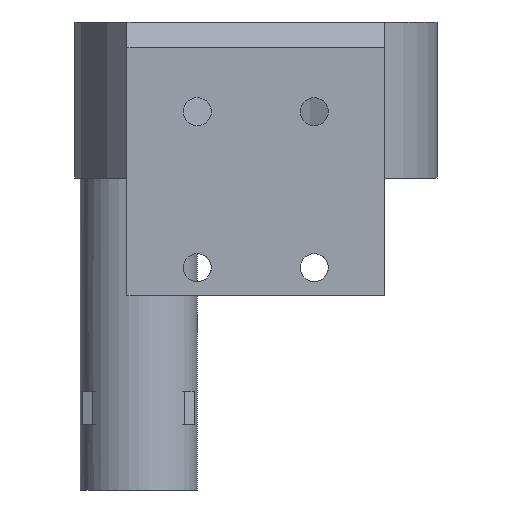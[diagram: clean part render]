
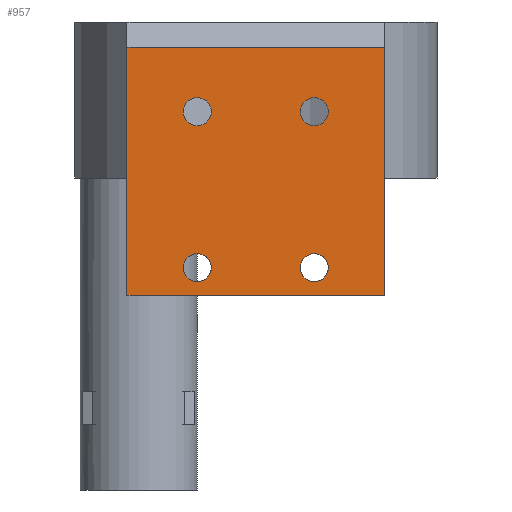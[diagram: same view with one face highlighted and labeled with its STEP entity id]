
A CAD part, front view. The second image highlights one B-rep face of the part: STEP entity #957.
In plain terms, the highlighted planar face has unit normal (0, -1, 0).
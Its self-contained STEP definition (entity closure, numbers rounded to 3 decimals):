
#64 = DIRECTION ( 'NONE',  ( 0., 1., 0. ) ) ;
#66 = CARTESIAN_POINT ( 'NONE',  ( -16.5, 0., 13.5 ) ) ;
#68 = CARTESIAN_POINT ( 'NONE',  ( 0., 0., 18.248 ) ) ;
#70 = DIRECTION ( 'NONE',  ( 0., 1., 0. ) ) ;
#94 = CARTESIAN_POINT ( 'NONE',  ( 16.5, 0., 13.5 ) ) ;
#135 = CARTESIAN_POINT ( 'NONE',  ( 7.5, 0., -10. ) ) ;
#141 = CARTESIAN_POINT ( 'NONE',  ( -7.5, 0., 10. ) ) ;
#180 = DIRECTION ( 'NONE',  ( 0., 1., 0. ) ) ;
#186 = DIRECTION ( 'NONE',  ( 0., 1., 0. ) ) ;
#187 = DIRECTION ( 'NONE',  ( 0., 0., 1. ) ) ;
#226 = DIRECTION ( 'NONE',  ( 0., 0., 1. ) ) ;
#239 = CARTESIAN_POINT ( 'NONE',  ( -7.5, 0., -10. ) ) ;
#242 = DIRECTION ( 'NONE',  ( 0., 0., 1. ) ) ;
#250 = DIRECTION ( 'NONE',  ( -1., 0., 0. ) ) ;
#256 = CARTESIAN_POINT ( 'NONE',  ( 16.5, 0., -13.5 ) ) ;
#263 = CARTESIAN_POINT ( 'NONE',  ( 7.5, 0., 10. ) ) ;
#282 = DIRECTION ( 'NONE',  ( -1., 0., 0. ) ) ;
#295 = DIRECTION ( 'NONE',  ( 0., 0., 1. ) ) ;
#302 = DIRECTION ( 'NONE',  ( 0., 0., 1. ) ) ;
#339 = DIRECTION ( 'NONE',  ( 0., 0., -1. ) ) ;
#521 = EDGE_LOOP ( 'NONE', ( #1094, #1097 ) ) ;
#542 = EDGE_LOOP ( 'NONE', ( #1096, #1095 ) ) ;
#551 = EDGE_LOOP ( 'NONE', ( #1101, #1091 ) ) ;
#568 = EDGE_LOOP ( 'NONE', ( #1098, #1099 ) ) ;
#597 = ORIENTED_EDGE ( 'NONE', *, *, #2512, .F. ) ;
#660 = EDGE_LOOP ( 'NONE', ( #1090, #1106, #597, #1026 ) ) ;
#808 = VERTEX_POINT ( 'NONE', #1439 ) ;
#813 = VERTEX_POINT ( 'NONE', #1415 ) ;
#848 = VERTEX_POINT ( 'NONE', #1443 ) ;
#870 = VERTEX_POINT ( 'NONE', #1407 ) ;
#957 = ADVANCED_FACE ( 'NONE', ( #1691, #1694, #1688, #1686, #1692 ), #1361, .F. ) ;
#1026 = ORIENTED_EDGE ( 'NONE', *, *, #2502, .T. ) ;
#1059 = VERTEX_POINT ( 'NONE', #1430 ) ;
#1064 = VERTEX_POINT ( 'NONE', #1240 ) ;
#1067 = VERTEX_POINT ( 'NONE', #1229 ) ;
#1070 = VERTEX_POINT ( 'NONE', #1248 ) ;
#1073 = VERTEX_POINT ( 'NONE', #1323 ) ;
#1087 = VERTEX_POINT ( 'NONE', #1326 ) ;
#1090 = ORIENTED_EDGE ( 'NONE', *, *, #2443, .F. ) ;
#1091 = ORIENTED_EDGE ( 'NONE', *, *, #2562, .T. ) ;
#1094 = ORIENTED_EDGE ( 'NONE', *, *, #2503, .T. ) ;
#1095 = ORIENTED_EDGE ( 'NONE', *, *, #2539, .T. ) ;
#1096 = ORIENTED_EDGE ( 'NONE', *, *, #2504, .T. ) ;
#1097 = ORIENTED_EDGE ( 'NONE', *, *, #2535, .T. ) ;
#1098 = ORIENTED_EDGE ( 'NONE', *, *, #2505, .T. ) ;
#1099 = ORIENTED_EDGE ( 'NONE', *, *, #2633, .T. ) ;
#1101 = ORIENTED_EDGE ( 'NONE', *, *, #2506, .T. ) ;
#1106 = ORIENTED_EDGE ( 'NONE', *, *, #2507, .F. ) ;
#1154 = CARTESIAN_POINT ( 'NONE',  ( -7.5, 0., -11.8 ) ) ;
#1228 = CARTESIAN_POINT ( 'NONE',  ( 16.5, 0., -13.5 ) ) ;
#1229 = CARTESIAN_POINT ( 'NONE',  ( -16.5, 0., -13.5 ) ) ;
#1236 = DIRECTION ( 'NONE',  ( 0., 0., 1. ) ) ;
#1240 = CARTESIAN_POINT ( 'NONE',  ( 16.5, 0., 18.248 ) ) ;
#1248 = CARTESIAN_POINT ( 'NONE',  ( -7.5, 0., 11.8 ) ) ;
#1303 = CARTESIAN_POINT ( 'NONE',  ( 0., 0., 0. ) ) ;
#1323 = CARTESIAN_POINT ( 'NONE',  ( -7.5, 0., -8.2 ) ) ;
#1326 = CARTESIAN_POINT ( 'NONE',  ( -16.5, 0., 18.248 ) ) ;
#1353 = DIRECTION ( 'NONE',  ( 0., 1., 0. ) ) ;
#1361 = PLANE ( 'NONE',  #2247 ) ;
#1407 = CARTESIAN_POINT ( 'NONE',  ( 7.5, 0., -8.2 ) ) ;
#1415 = CARTESIAN_POINT ( 'NONE',  ( 7.5, 0., -11.8 ) ) ;
#1430 = CARTESIAN_POINT ( 'NONE',  ( 7.5, 0., 8.2 ) ) ;
#1439 = CARTESIAN_POINT ( 'NONE',  ( 7.5, 0., 11.8 ) ) ;
#1443 = CARTESIAN_POINT ( 'NONE',  ( -7.5, 0., 8.2 ) ) ;
#1686 = FACE_BOUND ( 'NONE', #521, .T. ) ;
#1688 = FACE_BOUND ( 'NONE', #542, .T. ) ;
#1691 = FACE_BOUND ( 'NONE', #551, .T. ) ;
#1692 = FACE_OUTER_BOUND ( 'NONE', #660, .T. ) ;
#1694 = FACE_BOUND ( 'NONE', #568, .T. ) ;
#1766 = LINE ( 'NONE', #66, #1771 ) ;
#1771 = VECTOR ( 'NONE', #187, 1000. ) ;
#1859 = CIRCLE ( 'NONE', #2218, 1.8 ) ;
#1860 = LINE ( 'NONE', #68, #1863 ) ;
#1862 = CIRCLE ( 'NONE', #2215, 1.8 ) ;
#1863 = VECTOR ( 'NONE', #282, 1000. ) ;
#1864 = CIRCLE ( 'NONE', #2214, 1.8 ) ;
#1865 = CIRCLE ( 'NONE', #2212, 1.8 ) ;
#1866 = LINE ( 'NONE', #256, #1869 ) ;
#1869 = VECTOR ( 'NONE', #250, 1000. ) ;
#1876 = LINE ( 'NONE', #94, #1879 ) ;
#1879 = VECTOR ( 'NONE', #339, 1000. ) ;
#1907 = CIRCLE ( 'NONE', #2347, 1.8 ) ;
#1913 = CIRCLE ( 'NONE', #2313, 1.8 ) ;
#1943 = CIRCLE ( 'NONE', #2360, 1.8 ) ;
#2045 = CIRCLE ( 'NONE', #2383, 1.8 ) ;
#2146 = VERTEX_POINT ( 'NONE', #1154 ) ;
#2150 = VERTEX_POINT ( 'NONE', #1228 ) ;
#2212 = AXIS2_PLACEMENT_3D ( 'NONE', #239, #64, #242 ) ;
#2214 = AXIS2_PLACEMENT_3D ( 'NONE', #135, #186, #226 ) ;
#2215 = AXIS2_PLACEMENT_3D ( 'NONE', #263, #180, #302 ) ;
#2218 = AXIS2_PLACEMENT_3D ( 'NONE', #141, #70, #295 ) ;
#2247 = AXIS2_PLACEMENT_3D ( 'NONE', #1303, #1353, #1236 ) ;
#2313 = AXIS2_PLACEMENT_3D ( 'NONE', #3004, #3003, #2995 ) ;
#2347 = AXIS2_PLACEMENT_3D ( 'NONE', #3057, #3054, #3051 ) ;
#2360 = AXIS2_PLACEMENT_3D ( 'NONE', #2809, #2807, #2804 ) ;
#2383 = AXIS2_PLACEMENT_3D ( 'NONE', #2782, #2781, #2778 ) ;
#2443 = EDGE_CURVE ( 'NONE', #1067, #1087, #1766, .T. ) ;
#2502 = EDGE_CURVE ( 'NONE', #1064, #1087, #1860, .T. ) ;
#2503 = EDGE_CURVE ( 'NONE', #1070, #848, #1859, .T. ) ;
#2504 = EDGE_CURVE ( 'NONE', #808, #1059, #1862, .T. ) ;
#2505 = EDGE_CURVE ( 'NONE', #870, #813, #1864, .T. ) ;
#2506 = EDGE_CURVE ( 'NONE', #1073, #2146, #1865, .T. ) ;
#2507 = EDGE_CURVE ( 'NONE', #2150, #1067, #1866, .T. ) ;
#2512 = EDGE_CURVE ( 'NONE', #1064, #2150, #1876, .T. ) ;
#2535 = EDGE_CURVE ( 'NONE', #848, #1070, #1907, .T. ) ;
#2539 = EDGE_CURVE ( 'NONE', #1059, #808, #1913, .T. ) ;
#2562 = EDGE_CURVE ( 'NONE', #2146, #1073, #1943, .T. ) ;
#2633 = EDGE_CURVE ( 'NONE', #813, #870, #2045, .T. ) ;
#2778 = DIRECTION ( 'NONE',  ( 0., 0., 1. ) ) ;
#2781 = DIRECTION ( 'NONE',  ( 0., 1., 0. ) ) ;
#2782 = CARTESIAN_POINT ( 'NONE',  ( 7.5, 0., -10. ) ) ;
#2804 = DIRECTION ( 'NONE',  ( 0., 0., 1. ) ) ;
#2807 = DIRECTION ( 'NONE',  ( 0., 1., 0. ) ) ;
#2809 = CARTESIAN_POINT ( 'NONE',  ( -7.5, 0., -10. ) ) ;
#2995 = DIRECTION ( 'NONE',  ( 0., 0., 1. ) ) ;
#3003 = DIRECTION ( 'NONE',  ( 0., 1., 0. ) ) ;
#3004 = CARTESIAN_POINT ( 'NONE',  ( 7.5, 0., 10. ) ) ;
#3051 = DIRECTION ( 'NONE',  ( 0., 0., 1. ) ) ;
#3054 = DIRECTION ( 'NONE',  ( 0., 1., 0. ) ) ;
#3057 = CARTESIAN_POINT ( 'NONE',  ( -7.5, 0., 10. ) ) ;
